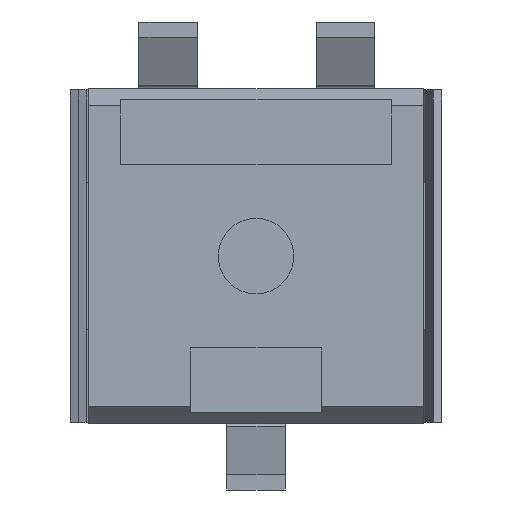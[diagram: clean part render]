
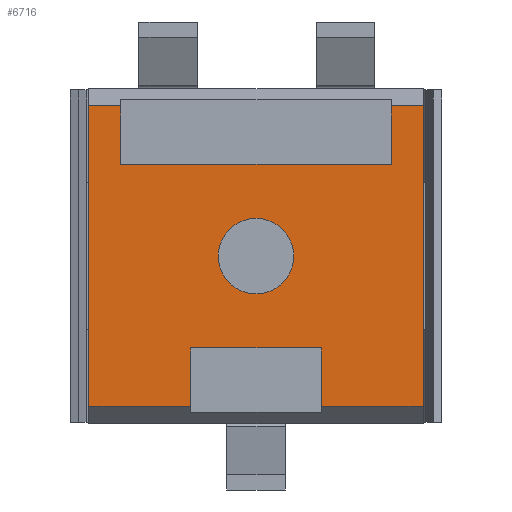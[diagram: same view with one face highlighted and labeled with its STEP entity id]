
A CAD part, front view. The second image highlights one B-rep face of the part: STEP entity #6716.
In plain terms, the highlighted planar face has unit normal (0, -1, 0).
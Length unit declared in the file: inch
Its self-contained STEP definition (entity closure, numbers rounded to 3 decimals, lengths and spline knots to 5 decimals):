
#676=DIRECTION('',(0.,0.,-1.));
#677=VECTOR('',#676,0.15912);
#678=CARTESIAN_POINT('',(0.,0.,-0.00994));
#679=LINE('',#678,#677);
#680=DIRECTION('',(1.,0.,0.));
#681=VECTOR('',#680,0.054);
#682=CARTESIAN_POINT('',(0.123,0.,-0.16906));
#683=LINE('',#682,#681);
#684=DIRECTION('',(1.,0.,0.));
#685=VECTOR('',#684,0.054);
#686=CARTESIAN_POINT('',(0.,0.,-0.16906));
#687=LINE('',#686,#685);
#692=DIRECTION('',(0.,0.,1.));
#693=VECTOR('',#692,0.03096);
#694=CARTESIAN_POINT('',(0.054,0.,-0.16906));
#695=LINE('',#694,#693);
#696=CARTESIAN_POINT('',(0.0885,0.,-0.0895));
#697=DIRECTION('',(0.,-1.,0.));
#698=DIRECTION('',(-1.,0.,0.));
#699=AXIS2_PLACEMENT_3D('',#696,#697,#698);
#701=CARTESIAN_POINT('',(0.0885,0.,-0.0895));
#702=DIRECTION('',(0.,-1.,0.));
#703=DIRECTION('',(1.,0.,0.));
#704=AXIS2_PLACEMENT_3D('',#701,#702,#703);
#706=DIRECTION('',(-1.,0.,0.));
#707=VECTOR('',#706,0.017);
#708=CARTESIAN_POINT('',(0.177,0.,-0.00994));
#709=LINE('',#708,#707);
#714=DIRECTION('',(-1.,0.,0.));
#715=VECTOR('',#714,0.017);
#716=CARTESIAN_POINT('',(0.017,0.,-0.00994));
#717=LINE('',#716,#715);
#1106=DIRECTION('',(0.,0.,1.));
#1107=VECTOR('',#1106,0.15912);
#1108=CARTESIAN_POINT('',(0.177,0.,-0.16906));
#1109=LINE('',#1108,#1107);
#2141=DIRECTION('',(0.,0.,-1.));
#2142=VECTOR('',#2141,0.03096);
#2143=CARTESIAN_POINT('',(0.16,0.,-0.00994));
#2144=LINE('',#2143,#2142);
#2149=DIRECTION('',(-1.,0.,0.));
#2150=VECTOR('',#2149,0.143);
#2151=CARTESIAN_POINT('',(0.16,0.,-0.0409));
#2152=LINE('',#2151,#2150);
#2173=DIRECTION('',(0.,0.,1.));
#2174=VECTOR('',#2173,0.03096);
#2175=CARTESIAN_POINT('',(0.017,0.,-0.0409));
#2176=LINE('',#2175,#2174);
#2185=DIRECTION('',(0.,0.,-1.));
#2186=VECTOR('',#2185,0.03096);
#2187=CARTESIAN_POINT('',(0.123,0.,-0.1381));
#2188=LINE('',#2187,#2186);
#2205=DIRECTION('',(1.,0.,0.));
#2206=VECTOR('',#2205,0.069);
#2207=CARTESIAN_POINT('',(0.054,0.,-0.1381));
#2208=LINE('',#2207,#2206);
#4527=CARTESIAN_POINT('',(0.,0.,-0.16906));
#4528=CARTESIAN_POINT('',(0.054,0.,-0.16906));
#4529=VERTEX_POINT('',#4527);
#4530=VERTEX_POINT('',#4528);
#4531=CARTESIAN_POINT('',(0.,0.,-0.00994));
#4532=VERTEX_POINT('',#4531);
#4533=CARTESIAN_POINT('',(0.017,0.,-0.00994));
#4534=VERTEX_POINT('',#4533);
#4535=CARTESIAN_POINT('',(0.017,0.,-0.0409));
#4536=VERTEX_POINT('',#4535);
#4537=CARTESIAN_POINT('',(0.16,0.,-0.0409));
#4538=VERTEX_POINT('',#4537);
#4539=CARTESIAN_POINT('',(0.16,0.,-0.00994));
#4540=VERTEX_POINT('',#4539);
#4541=CARTESIAN_POINT('',(0.177,0.,-0.00994));
#4542=VERTEX_POINT('',#4541);
#4543=CARTESIAN_POINT('',(0.177,0.,-0.16906));
#4544=VERTEX_POINT('',#4543);
#4545=CARTESIAN_POINT('',(0.123,0.,-0.16906));
#4546=VERTEX_POINT('',#4545);
#4547=CARTESIAN_POINT('',(0.123,0.,-0.1381));
#4548=VERTEX_POINT('',#4547);
#4549=CARTESIAN_POINT('',(0.054,0.,-0.1381));
#4550=VERTEX_POINT('',#4549);
#4551=CARTESIAN_POINT('',(0.0685,0.,-0.0895));
#4552=CARTESIAN_POINT('',(0.1085,0.,-0.0895));
#4553=VERTEX_POINT('',#4551);
#4554=VERTEX_POINT('',#4552);
#6683=CARTESIAN_POINT('',(0.0885,0.,-0.0895));
#6684=DIRECTION('',(0.,1.,0.));
#6685=DIRECTION('',(1.,0.,0.));
#6686=AXIS2_PLACEMENT_3D('',#6683,#6684,#6685);
#6687=PLANE('',#6686);
#6688=ORIENTED_EDGE('',*,*,#6663,.F.);
#6689=ORIENTED_EDGE('',*,*,#6640,.F.);
#6691=ORIENTED_EDGE('',*,*,#6690,.F.);
#6693=ORIENTED_EDGE('',*,*,#6692,.F.);
#6695=ORIENTED_EDGE('',*,*,#6694,.F.);
#6697=ORIENTED_EDGE('',*,*,#6696,.F.);
#6699=ORIENTED_EDGE('',*,*,#6698,.F.);
#6701=ORIENTED_EDGE('',*,*,#6700,.F.);
#6702=ORIENTED_EDGE('',*,*,#6656,.F.);
#6704=ORIENTED_EDGE('',*,*,#6703,.F.);
#6706=ORIENTED_EDGE('',*,*,#6705,.F.);
#6707=ORIENTED_EDGE('',*,*,#6674,.F.);
#6708=EDGE_LOOP('',(#6688,#6689,#6691,#6693,#6695,#6697,#6699,#6701,#6702,#6704,
#6706,#6707));
#6709=FACE_OUTER_BOUND('',#6708,.F.);
#6711=ORIENTED_EDGE('',*,*,#6710,.T.);
#6713=ORIENTED_EDGE('',*,*,#6712,.T.);
#6714=EDGE_LOOP('',(#6711,#6713));
#6715=FACE_BOUND('',#6714,.F.);
#6716=ADVANCED_FACE('',(#6709,#6715),#6687,.F.);
#700=CIRCLE('',#699,0.02);
#705=CIRCLE('',#704,0.02);
#6640=EDGE_CURVE('',#4532,#4529,#679,.T.);
#6656=EDGE_CURVE('',#4546,#4544,#683,.T.);
#6663=EDGE_CURVE('',#4529,#4530,#687,.T.);
#6674=EDGE_CURVE('',#4530,#4550,#695,.T.);
#6690=EDGE_CURVE('',#4534,#4532,#717,.T.);
#6692=EDGE_CURVE('',#4536,#4534,#2176,.T.);
#6694=EDGE_CURVE('',#4538,#4536,#2152,.T.);
#6696=EDGE_CURVE('',#4540,#4538,#2144,.T.);
#6698=EDGE_CURVE('',#4542,#4540,#709,.T.);
#6700=EDGE_CURVE('',#4544,#4542,#1109,.T.);
#6703=EDGE_CURVE('',#4548,#4546,#2188,.T.);
#6705=EDGE_CURVE('',#4550,#4548,#2208,.T.);
#6710=EDGE_CURVE('',#4553,#4554,#700,.T.);
#6712=EDGE_CURVE('',#4554,#4553,#705,.T.);
